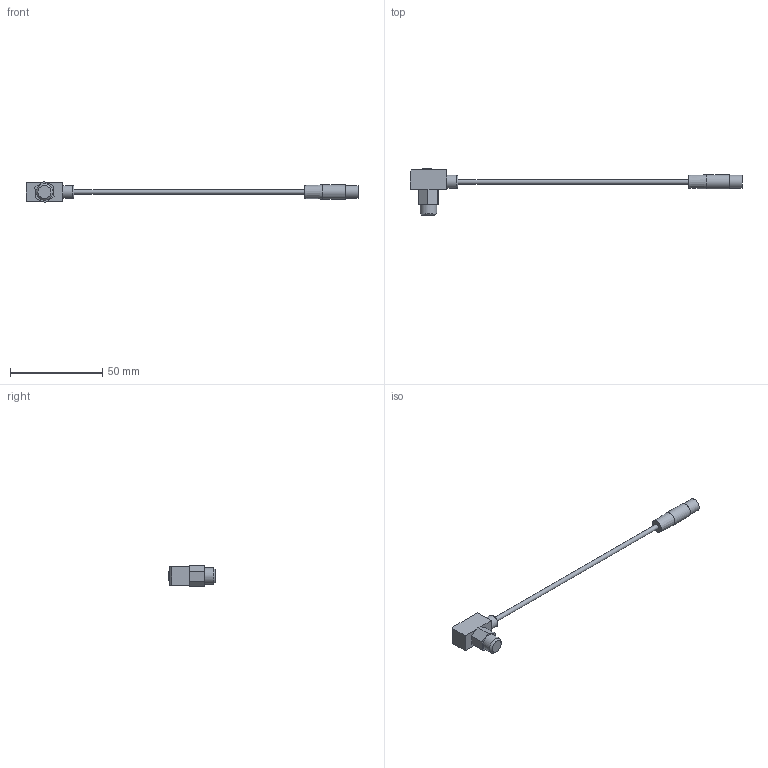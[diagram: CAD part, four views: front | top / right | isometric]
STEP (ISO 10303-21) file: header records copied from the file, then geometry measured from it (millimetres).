
FILE_DESCRIPTION(/* description */ (''),/* implementation_level */ '2;1');
FILE_NAME(/* name */ 'indvem1-8pnpcon.stp',/* time_stamp */ '2024-06-07T09:06:56+02:00',/* author */ ('enginyeria2'),/* organization */ (''),/* preprocessor_version */ 'ST-DEVELOPER v20',/* originating_system */ 'Autodesk Inventor 2024',/* authorisation */ '');
FILE_SCHEMA (('AUTOMOTIVE_DESIGN { 1 0 10303 214 3 1 1 }'));
Length unit declared in the file: millimetre
Products named in the file (1): indvem1-8pnpcon
Bounding box: 180 x 25.4 x 11.52 mm (x, y, z)
Volume: 5280.2 mm3; surface area: 3331.2 mm2
Topology: 1 solids, 1 shells, 32 faces, 65 edges, 41 vertices
Faces by surface type: plane 23, cylinder 6, cone 2, torus 1
Full cylindrical faces by diameter (mm): 2.5 x1, 4.5 x1, 7 x2, 7.698 x1, 9 x1
Entity records: 881 total; most frequent: DIRECTION 147, CARTESIAN_POINT 139, ORIENTED_EDGE 130, EDGE_CURVE 65, LINE 49, VECTOR 49, AXIS2_PLACEMENT_3D 49, VERTEX_POINT 41
